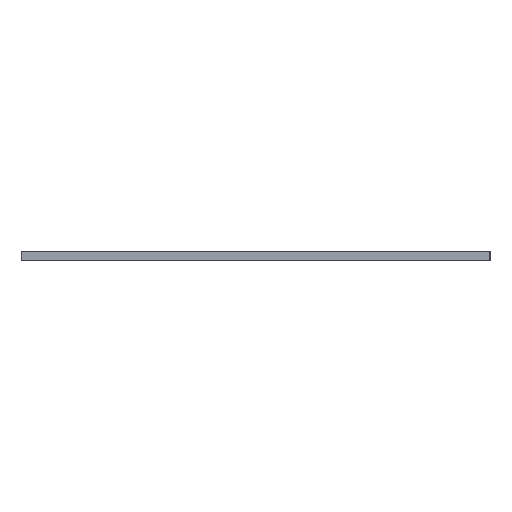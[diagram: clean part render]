
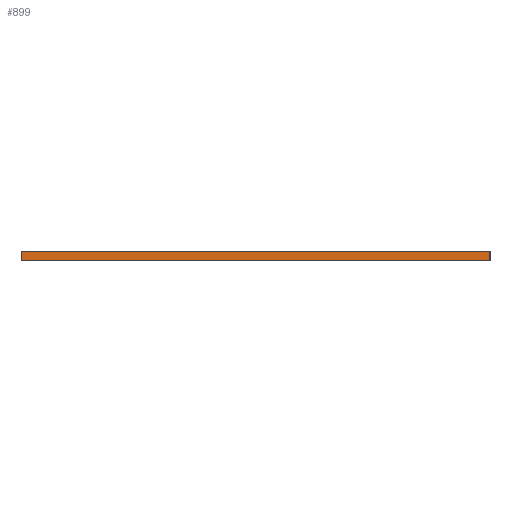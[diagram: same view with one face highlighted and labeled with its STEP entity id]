
A CAD part, left-side view. The second image highlights one B-rep face of the part: STEP entity #899.
In plain terms, the highlighted planar face has unit normal (-1, 0, 0).
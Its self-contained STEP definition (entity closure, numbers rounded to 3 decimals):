
#12 = CARTESIAN_POINT ( 'NONE',  ( -1190., -25., -1. ) ) ;
#20 = VERTEX_POINT ( 'NONE', #1311 ) ;
#72 = EDGE_LOOP ( 'NONE', ( #625, #144, #104, #1070 ) ) ;
#104 = ORIENTED_EDGE ( 'NONE', *, *, #357, .T. ) ;
#111 = DIRECTION ( 'NONE',  ( 0., -1., 0. ) ) ;
#144 = ORIENTED_EDGE ( 'NONE', *, *, #1251, .F. ) ;
#189 = DIRECTION ( 'NONE',  ( -1., 0., 0. ) ) ;
#197 = CARTESIAN_POINT ( 'NONE',  ( -1190., 25., -1. ) ) ;
#204 = VECTOR ( 'NONE', #1255, 1000. ) ;
#272 = VECTOR ( 'NONE', #1336, 1000. ) ;
#357 = EDGE_CURVE ( 'NONE', #20, #753, #444, .T. ) ;
#363 = VERTEX_POINT ( 'NONE', #891 ) ;
#440 = VERTEX_POINT ( 'NONE', #718 ) ;
#444 = LINE ( 'NONE', #12, #755 ) ;
#448 = AXIS2_PLACEMENT_3D ( 'NONE', #1176, #189, #950 ) ;
#451 = CARTESIAN_POINT ( 'NONE',  ( -1190., -25., -1. ) ) ;
#625 = ORIENTED_EDGE ( 'NONE', *, *, #1076, .F. ) ;
#649 = CARTESIAN_POINT ( 'NONE',  ( -1190., -25., -1. ) ) ;
#718 = CARTESIAN_POINT ( 'NONE',  ( -1190., -25., 0. ) ) ;
#745 = PLANE ( 'NONE',  #448 ) ;
#753 = VERTEX_POINT ( 'NONE', #649 ) ;
#755 = VECTOR ( 'NONE', #111, 1000. ) ;
#817 = LINE ( 'NONE', #1019, #204 ) ;
#891 = CARTESIAN_POINT ( 'NONE',  ( -1190., 25., 0. ) ) ;
#899 = ADVANCED_FACE ( 'NONE', ( #1087 ), #745, .T. ) ;
#950 = DIRECTION ( 'NONE',  ( 0., 0., 1. ) ) ;
#981 = VECTOR ( 'NONE', #1063, 1000. ) ;
#1019 = CARTESIAN_POINT ( 'NONE',  ( -1190., -25., 0. ) ) ;
#1035 = EDGE_CURVE ( 'NONE', #753, #440, #1120, .T. ) ;
#1063 = DIRECTION ( 'NONE',  ( 0., 0., 1. ) ) ;
#1070 = ORIENTED_EDGE ( 'NONE', *, *, #1035, .T. ) ;
#1076 = EDGE_CURVE ( 'NONE', #363, #440, #817, .T. ) ;
#1087 = FACE_OUTER_BOUND ( 'NONE', #72, .T. ) ;
#1120 = LINE ( 'NONE', #451, #272 ) ;
#1176 = CARTESIAN_POINT ( 'NONE',  ( -1190., -25., -1. ) ) ;
#1185 = LINE ( 'NONE', #197, #981 ) ;
#1251 = EDGE_CURVE ( 'NONE', #20, #363, #1185, .T. ) ;
#1255 = DIRECTION ( 'NONE',  ( 0., -1., 0. ) ) ;
#1311 = CARTESIAN_POINT ( 'NONE',  ( -1190., 25., -1. ) ) ;
#1336 = DIRECTION ( 'NONE',  ( 0., 0., 1. ) ) ;
